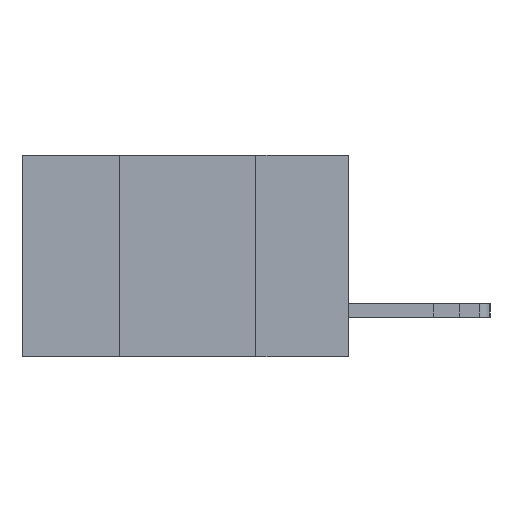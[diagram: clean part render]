
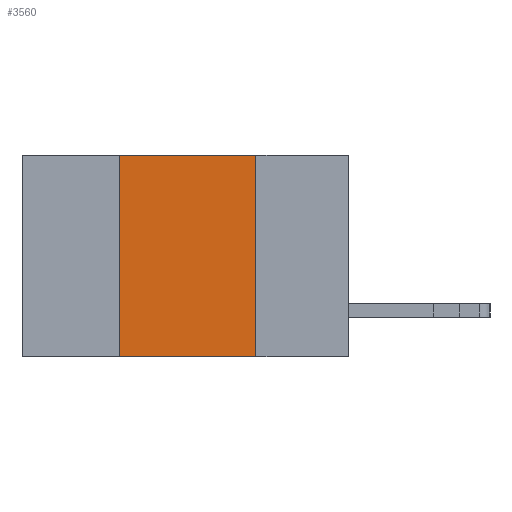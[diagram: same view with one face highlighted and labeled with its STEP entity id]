
A CAD part, left-side view. The second image highlights one B-rep face of the part: STEP entity #3560.
In plain terms, the highlighted planar face has unit normal (-1, 0, 0).
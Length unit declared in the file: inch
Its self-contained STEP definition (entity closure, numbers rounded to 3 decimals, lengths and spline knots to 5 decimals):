
#331 = VECTOR ( 'NONE', #3005, 39.37008 ) ;
#460 = VECTOR ( 'NONE', #6936, 39.37008 ) ;
#857 = ORIENTED_EDGE ( 'NONE', *, *, #3138, .F. ) ;
#1086 = VERTEX_POINT ( 'NONE', #1378 ) ;
#1135 = VECTOR ( 'NONE', #3009, 39.37008 ) ;
#1378 = CARTESIAN_POINT ( 'NONE',  ( 0., 0.42, -0.37 ) ) ;
#1621 = FACE_OUTER_BOUND ( 'NONE', #5281, .T. ) ;
#1640 = VECTOR ( 'NONE', #8159, 39.37008 ) ;
#1791 = CARTESIAN_POINT ( 'NONE',  ( 0., 0.6, 0. ) ) ;
#3005 = DIRECTION ( 'NONE',  ( 0., -1., 0. ) ) ;
#3009 = DIRECTION ( 'NONE',  ( 0., 0., 1. ) ) ;
#3138 = EDGE_CURVE ( 'NONE', #8819, #7082, #9982, .T. ) ;
#3144 = ORIENTED_EDGE ( 'NONE', *, *, #7710, .F. ) ;
#3461 = LINE ( 'NONE', #1791, #331 ) ;
#3534 = AXIS2_PLACEMENT_3D ( 'NONE', #12994, #6346, #6323 ) ;
#3560 = ADVANCED_FACE ( 'NONE', ( #1621 ), #12638, .F. ) ;
#3929 = LINE ( 'NONE', #4792, #460 ) ;
#4411 = VERTEX_POINT ( 'NONE', #10566 ) ;
#4559 = CARTESIAN_POINT ( 'NONE',  ( 0., 0.17, 0. ) ) ;
#4792 = CARTESIAN_POINT ( 'NONE',  ( 0., 0.6, -0.37 ) ) ;
#5281 = EDGE_LOOP ( 'NONE', ( #857, #9152, #3144, #10490 ) ) ;
#5835 = EDGE_CURVE ( 'NONE', #4411, #8819, #3461, .T. ) ;
#6323 = DIRECTION ( 'NONE',  ( 0., 0., -1. ) ) ;
#6346 = DIRECTION ( 'NONE',  ( 1., 0., 0. ) ) ;
#6936 = DIRECTION ( 'NONE',  ( 0., -1., 0. ) ) ;
#7082 = VERTEX_POINT ( 'NONE', #12396 ) ;
#7710 = EDGE_CURVE ( 'NONE', #1086, #4411, #11992, .T. ) ;
#8159 = DIRECTION ( 'NONE',  ( 0., 0., -1. ) ) ;
#8819 = VERTEX_POINT ( 'NONE', #10450 ) ;
#9152 = ORIENTED_EDGE ( 'NONE', *, *, #5835, .F. ) ;
#9435 = CARTESIAN_POINT ( 'NONE',  ( 0., 0.42, 0. ) ) ;
#9982 = LINE ( 'NONE', #4559, #1640 ) ;
#10450 = CARTESIAN_POINT ( 'NONE',  ( 0., 0.17, 0. ) ) ;
#10490 = ORIENTED_EDGE ( 'NONE', *, *, #12899, .T. ) ;
#10566 = CARTESIAN_POINT ( 'NONE',  ( 0., 0.42, 0. ) ) ;
#11992 = LINE ( 'NONE', #9435, #1135 ) ;
#12396 = CARTESIAN_POINT ( 'NONE',  ( 0., 0.17, -0.37 ) ) ;
#12638 = PLANE ( 'NONE',  #3534 ) ;
#12899 = EDGE_CURVE ( 'NONE', #1086, #7082, #3929, .T. ) ;
#12994 = CARTESIAN_POINT ( 'NONE',  ( 0., 0.6, 0. ) ) ;
